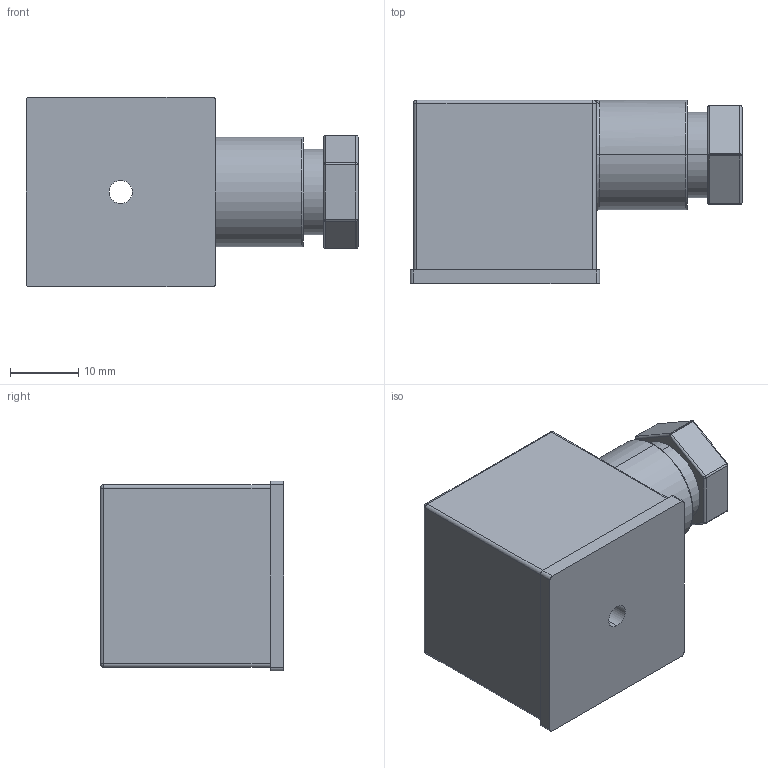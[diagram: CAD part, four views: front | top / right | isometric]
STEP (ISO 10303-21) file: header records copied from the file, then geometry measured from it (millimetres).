
FILE_DESCRIPTION (( 'STEP AP214' ), '1' );
FILE_NAME ('CNT00026.STEP', '2018-09-18T11:32:24', ( '' ), ( '' ), 'SwSTEP 2.0', 'SolidWorks 2018', '' );
FILE_SCHEMA (( 'AUTOMOTIVE_DESIGN' ));
Length unit declared in the file: millimetre
Products named in the file (1): CNT00026
Bounding box: 48.5 x 26.8 x 27.7 mm (x, y, z)
Volume: 22327.8 mm3; surface area: 6038.1 mm2
Topology: 1 solids, 1 shells, 92 faces, 209 edges, 110 vertices
Faces by surface type: cylinder 41, plane 22, sphere 16, torus 7, bspline 6
Entity records: 2624 total; most frequent: CARTESIAN_POINT 574, DIRECTION 456, ORIENTED_EDGE 390, EDGE_CURVE 195, AXIS2_PLACEMENT_3D 186, VERTEX_POINT 110, EDGE_LOOP 99, CIRCLE 99
